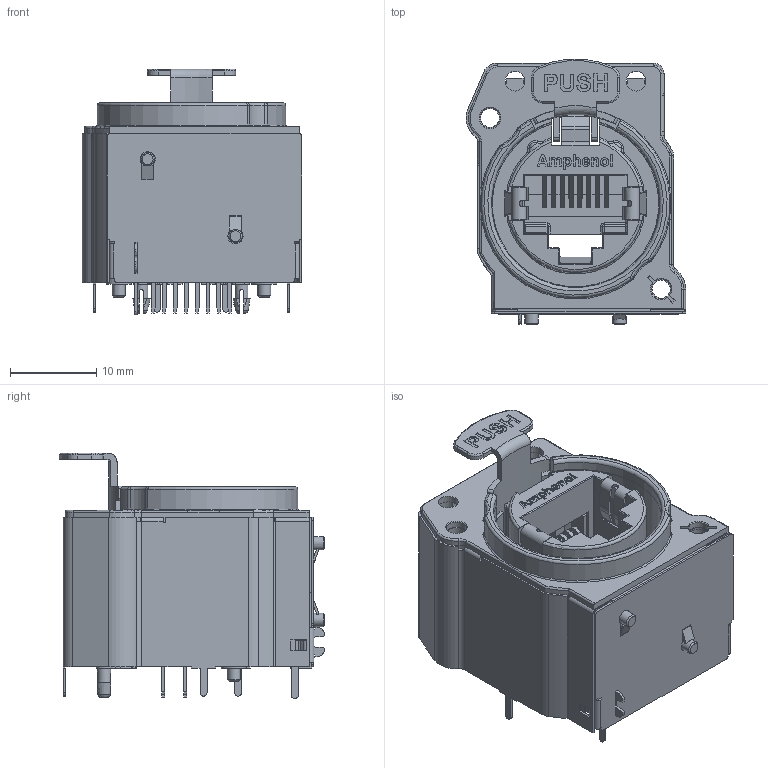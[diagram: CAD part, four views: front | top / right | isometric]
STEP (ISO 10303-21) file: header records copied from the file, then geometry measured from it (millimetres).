
FILE_DESCRIPTION((''),'2;1');
FILE_NAME('RJX8FB5VEB.stp','2014-10-13T15:26:27',('thien'),(''),'Autodesk Inventor 2012','Autodesk Inventor 2012','');
FILE_SCHEMA(('AUTOMOTIVE_DESIGN { 1 0 10303 214 1 1 1 1 }'));
Length unit declared in the file: millimetre
Products named in the file (2): XLRnet vertical (SubstituteLevelofDetail1); XLRnet vertical_Substitute_5
Assembly tree (1 placements, depth 2):
  XLRnet vertical (SubstituteLevelofDetail1)
    XLRnet vertical_Substitute_5
Bounding box: 25.39 x 30.68 x 28.4 mm (x, y, z)
Volume: 5039.4 mm3; surface area: 11286.7 mm2
Topology: 1 solids, 1 shells, 1864 faces, 5198 edges, 3294 vertices
Faces by surface type: plane 1304, cylinder 378, bspline 97, torus 58, cone 24, sphere 3
Full cylindrical faces by diameter (mm): 1.2 x3, 1.3 x2, 1.35 x5, 1.5 x2, 1.55 x4, 2.1 x1, 2.15 x2, 2.3 x3, 2.5 x1, 2.9 x2
Entity records: 62120 total; most frequent: CARTESIAN_POINT 13006, ORIENTED_EDGE 10290, DIRECTION 9334, EDGE_CURVE 5145, VECTOR 3884, LINE 3884, VERTEX_POINT 3277, AXIS2_PLACEMENT_3D 2725
